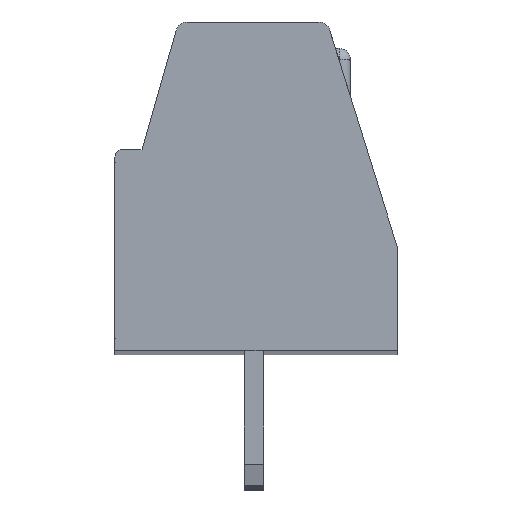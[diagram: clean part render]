
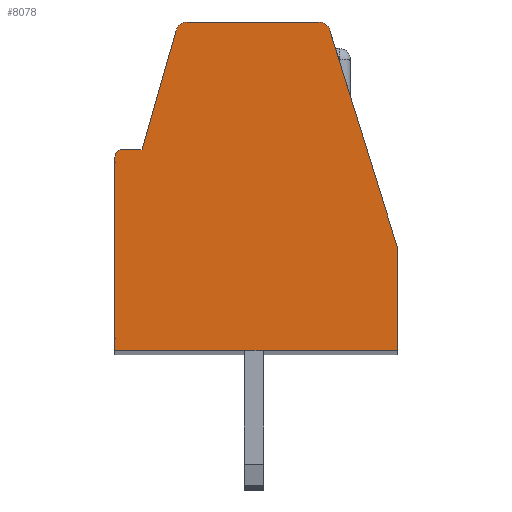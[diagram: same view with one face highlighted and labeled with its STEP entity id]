
A CAD part, top view. The second image highlights one B-rep face of the part: STEP entity #8078.
In plain terms, the highlighted planar face has unit normal (0, 0, 1).
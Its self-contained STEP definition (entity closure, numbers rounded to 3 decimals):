
#14=DIRECTION('',(0.,-1.,0.));
#15=VECTOR('',#14,5.);
#16=CARTESIAN_POINT('',(-3.6,5.,62.865));
#17=LINE('',#16,#15);
#18=CARTESIAN_POINT('',(-3.4,5.,62.865));
#19=DIRECTION('',(0.,0.,1.));
#20=DIRECTION('',(0.,1.,0.));
#21=AXIS2_PLACEMENT_3D('',#18,#19,#20);
#23=DIRECTION('',(-1.,0.,0.));
#24=VECTOR('',#23,0.5);
#25=CARTESIAN_POINT('',(-2.9,5.2,62.865));
#26=LINE('',#25,#24);
#27=DIRECTION('',(-0.276,-0.961,0.));
#28=VECTOR('',#27,3.207);
#29=CARTESIAN_POINT('',(-2.016,8.283,62.865));
#30=LINE('',#29,#28);
#31=CARTESIAN_POINT('',(-1.727,8.2,62.865));
#32=DIRECTION('',(0.,0.,1.));
#33=DIRECTION('',(0.,1.,0.));
#34=AXIS2_PLACEMENT_3D('',#31,#32,#33);
#36=DIRECTION('',(-1.,0.,0.));
#37=VECTOR('',#36,3.4);
#38=CARTESIAN_POINT('',(1.673,8.5,62.865));
#39=LINE('',#38,#37);
#40=CARTESIAN_POINT('',(1.673,8.2,62.865));
#41=DIRECTION('',(0.,0.,1.));
#42=DIRECTION('',(0.955,0.297,0.));
#43=AXIS2_PLACEMENT_3D('',#40,#41,#42);
#45=DIRECTION('',(-0.297,0.955,0.));
#46=VECTOR('',#45,5.854);
#47=CARTESIAN_POINT('',(3.7,2.7,62.865));
#48=LINE('',#47,#46);
#49=DIRECTION('',(0.,1.,0.));
#50=VECTOR('',#49,2.7);
#51=CARTESIAN_POINT('',(3.7,0.,62.865));
#52=LINE('',#51,#50);
#69=DIRECTION('',(1.,0.,0.));
#70=VECTOR('',#69,7.3);
#71=CARTESIAN_POINT('',(-3.6,0.,62.865));
#72=LINE('',#71,#70);
#6481=CARTESIAN_POINT('',(3.7,0.,62.865));
#6482=CARTESIAN_POINT('',(3.7,2.7,62.865));
#6483=VERTEX_POINT('',#6481);
#6484=VERTEX_POINT('',#6482);
#6485=CARTESIAN_POINT('',(1.959,8.289,62.865));
#6486=VERTEX_POINT('',#6485);
#6487=CARTESIAN_POINT('',(1.673,8.5,62.865));
#6488=VERTEX_POINT('',#6487);
#6489=CARTESIAN_POINT('',(-1.727,8.5,62.865));
#6490=VERTEX_POINT('',#6489);
#6491=CARTESIAN_POINT('',(-2.016,8.283,62.865));
#6492=VERTEX_POINT('',#6491);
#6493=CARTESIAN_POINT('',(-2.9,5.2,62.865));
#6494=VERTEX_POINT('',#6493);
#6495=CARTESIAN_POINT('',(-3.4,5.2,62.865));
#6496=VERTEX_POINT('',#6495);
#6497=CARTESIAN_POINT('',(-3.6,5.,62.865));
#6498=VERTEX_POINT('',#6497);
#6499=CARTESIAN_POINT('',(-3.6,0.,62.865));
#6500=VERTEX_POINT('',#6499);
#8051=CARTESIAN_POINT('',(0.,0.,62.865));
#8052=DIRECTION('',(0.,0.,1.));
#8053=DIRECTION('',(1.,0.,0.));
#8054=AXIS2_PLACEMENT_3D('',#8051,#8052,#8053);
#8055=PLANE('',#8054);
#8057=ORIENTED_EDGE('',*,*,#8056,.F.);
#8059=ORIENTED_EDGE('',*,*,#8058,.F.);
#8061=ORIENTED_EDGE('',*,*,#8060,.F.);
#8063=ORIENTED_EDGE('',*,*,#8062,.F.);
#8065=ORIENTED_EDGE('',*,*,#8064,.F.);
#8067=ORIENTED_EDGE('',*,*,#8066,.F.);
#8069=ORIENTED_EDGE('',*,*,#8068,.F.);
#8071=ORIENTED_EDGE('',*,*,#8070,.F.);
#8073=ORIENTED_EDGE('',*,*,#8072,.F.);
#8075=ORIENTED_EDGE('',*,*,#8074,.F.);
#8076=EDGE_LOOP('',(#8057,#8059,#8061,#8063,#8065,#8067,#8069,#8071,#8073,
#8075));
#8077=FACE_OUTER_BOUND('',#8076,.F.);
#22=CIRCLE('',#21,0.2);
#35=CIRCLE('',#34,0.3);
#44=CIRCLE('',#43,0.3);
#8056=EDGE_CURVE('',#6500,#6483,#72,.T.);
#8058=EDGE_CURVE('',#6498,#6500,#17,.T.);
#8060=EDGE_CURVE('',#6496,#6498,#22,.T.);
#8062=EDGE_CURVE('',#6494,#6496,#26,.T.);
#8064=EDGE_CURVE('',#6492,#6494,#30,.T.);
#8066=EDGE_CURVE('',#6490,#6492,#35,.T.);
#8068=EDGE_CURVE('',#6488,#6490,#39,.T.);
#8070=EDGE_CURVE('',#6486,#6488,#44,.T.);
#8072=EDGE_CURVE('',#6484,#6486,#48,.T.);
#8074=EDGE_CURVE('',#6483,#6484,#52,.T.);
#8078=ADVANCED_FACE('',(#8077),#8055,.T.);
